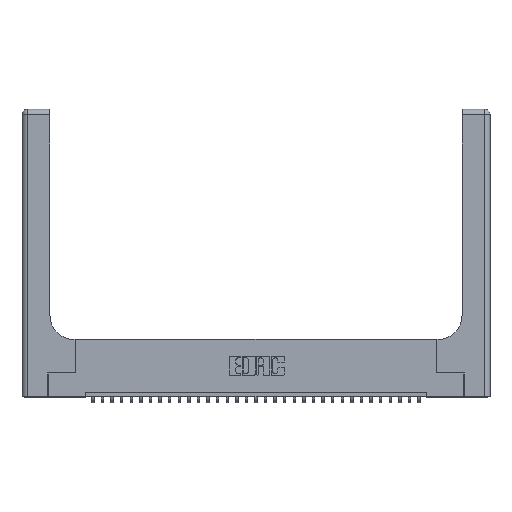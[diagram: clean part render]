
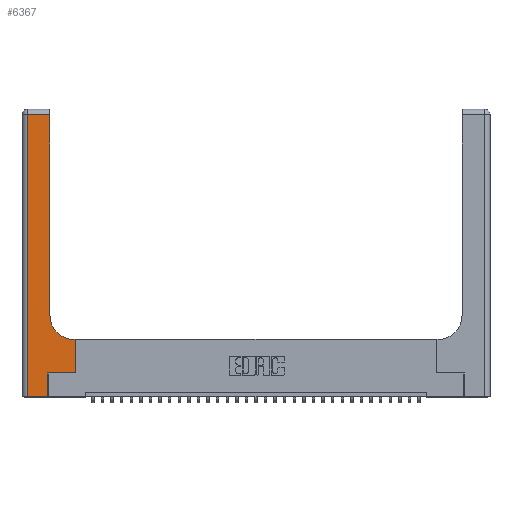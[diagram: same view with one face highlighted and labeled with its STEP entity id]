
A CAD part, top view. The second image highlights one B-rep face of the part: STEP entity #6367.
In plain terms, the highlighted planar face has unit normal (0, 0, 1).
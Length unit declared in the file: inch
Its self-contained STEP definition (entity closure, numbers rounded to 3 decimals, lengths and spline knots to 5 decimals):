
#435 = CARTESIAN_POINT ( 'NONE',  ( 0.5585, 0.6, 0.37 ) ) ;
#826 = PLANE ( 'NONE',  #18470 ) ;
#949 = VERTEX_POINT ( 'NONE', #21256 ) ;
#1092 = VECTOR ( 'NONE', #2802, 39.37008 ) ;
#1297 = EDGE_LOOP ( 'NONE', ( #3223, #6253, #15553, #13237, #5762, #27797, #27877, #19776, #1556 ) ) ;
#1533 = DIRECTION ( 'NONE',  ( 0., 1., 0. ) ) ;
#1556 = ORIENTED_EDGE ( 'NONE', *, *, #5107, .T. ) ;
#1635 = LINE ( 'NONE', #13153, #15776 ) ;
#2778 = VERTEX_POINT ( 'NONE', #25863 ) ;
#2802 = DIRECTION ( 'NONE',  ( 0., -1., 0. ) ) ;
#3223 = ORIENTED_EDGE ( 'NONE', *, *, #26314, .T. ) ;
#4124 = CARTESIAN_POINT ( 'NONE',  ( 0., 3., 0.37 ) ) ;
#4908 = VERTEX_POINT ( 'NONE', #10774 ) ;
#5047 = VECTOR ( 'NONE', #1533, 39.37008 ) ;
#5107 = EDGE_CURVE ( 'NONE', #10632, #949, #29541, .T. ) ;
#5762 = ORIENTED_EDGE ( 'NONE', *, *, #10738, .T. ) ;
#5849 = CARTESIAN_POINT ( 'NONE',  ( 0.2915, 3., 0.37 ) ) ;
#5860 = FACE_OUTER_BOUND ( 'NONE', #1297, .T. ) ;
#5987 = VERTEX_POINT ( 'NONE', #21978 ) ;
#6253 = ORIENTED_EDGE ( 'NONE', *, *, #23637, .T. ) ;
#6367 = ADVANCED_FACE ( 'NONE', ( #5860 ), #826, .F. ) ;
#8272 = VECTOR ( 'NONE', #26226, 39.37008 ) ;
#8863 = CARTESIAN_POINT ( 'NONE',  ( 0.2915, 0.6, 0.37 ) ) ;
#9069 = CARTESIAN_POINT ( 'NONE',  ( 0.269, 0.25, 0.37 ) ) ;
#10632 = VERTEX_POINT ( 'NONE', #20723 ) ;
#10738 = EDGE_CURVE ( 'NONE', #15132, #23693, #22811, .T. ) ;
#10774 = CARTESIAN_POINT ( 'NONE',  ( 0.2915, 2.94, 0.37 ) ) ;
#11760 = LINE ( 'NONE', #17649, #1092 ) ;
#11800 = LINE ( 'NONE', #21202, #5047 ) ;
#12496 = LINE ( 'NONE', #20781, #14452 ) ;
#12756 = DIRECTION ( 'NONE',  ( 1., 0., 0. ) ) ;
#13153 = CARTESIAN_POINT ( 'NONE',  ( 0., 2.94, 0.37 ) ) ;
#13237 = ORIENTED_EDGE ( 'NONE', *, *, #28654, .T. ) ;
#13722 = DIRECTION ( 'NONE',  ( -1., 0., 0. ) ) ;
#14452 = VECTOR ( 'NONE', #23338, 39.37008 ) ;
#15132 = VERTEX_POINT ( 'NONE', #18657 ) ;
#15553 = ORIENTED_EDGE ( 'NONE', *, *, #17347, .T. ) ;
#15776 = VECTOR ( 'NONE', #18836, 39.37008 ) ;
#16147 = VECTOR ( 'NONE', #12756, 39.37008 ) ;
#17347 = EDGE_CURVE ( 'NONE', #2778, #26993, #11760, .T. ) ;
#17649 = CARTESIAN_POINT ( 'NONE',  ( 0.06, 3., 0.37 ) ) ;
#17924 = LINE ( 'NONE', #5849, #19160 ) ;
#18462 = EDGE_CURVE ( 'NONE', #22891, #10632, #30470, .T. ) ;
#18470 = AXIS2_PLACEMENT_3D ( 'NONE', #4124, #28738, #13722 ) ;
#18657 = CARTESIAN_POINT ( 'NONE',  ( 0.269, 0., 0.37 ) ) ;
#18836 = DIRECTION ( 'NONE',  ( -1., 0., 0. ) ) ;
#19160 = VECTOR ( 'NONE', #26304, 39.37008 ) ;
#19776 = ORIENTED_EDGE ( 'NONE', *, *, #18462, .T. ) ;
#20592 = CARTESIAN_POINT ( 'NONE',  ( 0., 0., 0.37 ) ) ;
#20723 = CARTESIAN_POINT ( 'NONE',  ( 0.5415, 0.6, 0.37 ) ) ;
#20781 = CARTESIAN_POINT ( 'NONE',  ( 0.269, 0.25, 0.37 ) ) ;
#21202 = CARTESIAN_POINT ( 'NONE',  ( 0.5585, 0.25, 0.37 ) ) ;
#21256 = CARTESIAN_POINT ( 'NONE',  ( 0.2915, 0.85, 0.37 ) ) ;
#21289 = DIRECTION ( 'NONE',  ( 1., 0., 0. ) ) ;
#21978 = CARTESIAN_POINT ( 'NONE',  ( 0.5585, 0.25, 0.37 ) ) ;
#22047 = DIRECTION ( 'NONE',  ( -1., 0., 0. ) ) ;
#22271 = VECTOR ( 'NONE', #22047, 39.37008 ) ;
#22811 = LINE ( 'NONE', #23698, #8272 ) ;
#22891 = VERTEX_POINT ( 'NONE', #435 ) ;
#23338 = DIRECTION ( 'NONE',  ( 1., 0., 0. ) ) ;
#23637 = EDGE_CURVE ( 'NONE', #4908, #2778, #1635, .T. ) ;
#23693 = VERTEX_POINT ( 'NONE', #9069 ) ;
#23698 = CARTESIAN_POINT ( 'NONE',  ( 0.269, 0., 0.37 ) ) ;
#24556 = AXIS2_PLACEMENT_3D ( 'NONE', #31177, #30245, #21289 ) ;
#25146 = EDGE_CURVE ( 'NONE', #5987, #22891, #11800, .T. ) ;
#25863 = CARTESIAN_POINT ( 'NONE',  ( 0.06, 2.94, 0.37 ) ) ;
#26226 = DIRECTION ( 'NONE',  ( 0., 1., 0. ) ) ;
#26304 = DIRECTION ( 'NONE',  ( 0., 1., 0. ) ) ;
#26314 = EDGE_CURVE ( 'NONE', #949, #4908, #17924, .T. ) ;
#26380 = LINE ( 'NONE', #20592, #16147 ) ;
#26993 = VERTEX_POINT ( 'NONE', #32094 ) ;
#27797 = ORIENTED_EDGE ( 'NONE', *, *, #30490, .T. ) ;
#27877 = ORIENTED_EDGE ( 'NONE', *, *, #25146, .T. ) ;
#28654 = EDGE_CURVE ( 'NONE', #26993, #15132, #26380, .T. ) ;
#28738 = DIRECTION ( 'NONE',  ( 0., 0., -1. ) ) ;
#29541 = CIRCLE ( 'NONE', #24556, 0.25 ) ;
#30245 = DIRECTION ( 'NONE',  ( 0., 0., -1. ) ) ;
#30470 = LINE ( 'NONE', #8863, #22271 ) ;
#30490 = EDGE_CURVE ( 'NONE', #23693, #5987, #12496, .T. ) ;
#31177 = CARTESIAN_POINT ( 'NONE',  ( 0.5415, 0.85, 0.37 ) ) ;
#32094 = CARTESIAN_POINT ( 'NONE',  ( 0.06, 0., 0.37 ) ) ;
